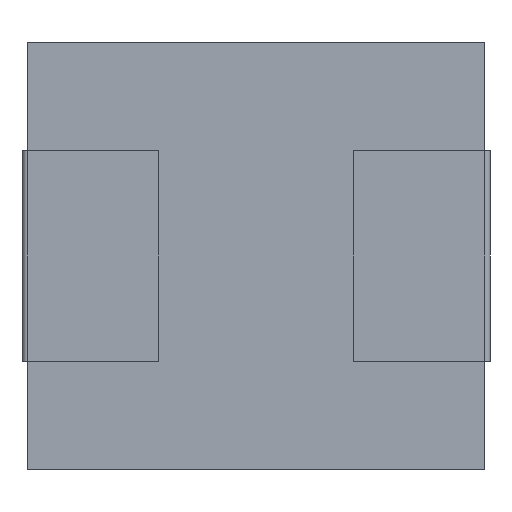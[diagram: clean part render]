
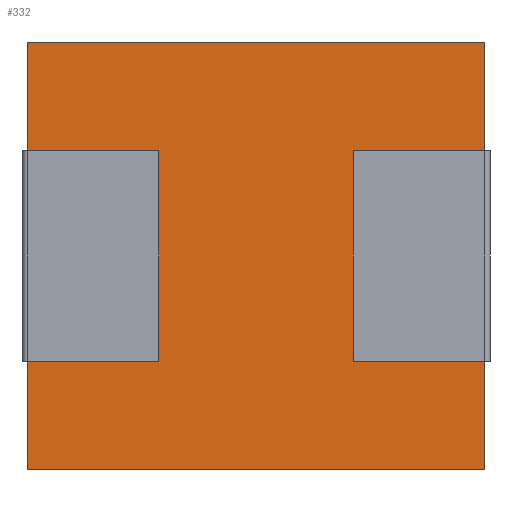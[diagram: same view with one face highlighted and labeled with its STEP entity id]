
A CAD part, front view. The second image highlights one B-rep face of the part: STEP entity #332.
In plain terms, the highlighted planar face has unit normal (0, -1, 0).
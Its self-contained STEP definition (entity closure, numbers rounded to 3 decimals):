
#50 = VERTEX_POINT ( 'NONE', #719 ) ;
#99 = ORIENTED_EDGE ( 'NONE', *, *, #118, .F. ) ;
#113 = EDGE_CURVE ( 'NONE', #298, #263, #372, .T. ) ;
#114 = CARTESIAN_POINT ( 'NONE',  ( 0., 0.05, 0. ) ) ;
#118 = EDGE_CURVE ( 'NONE', #263, #490, #632, .T. ) ;
#144 = EDGE_CURVE ( 'NONE', #490, #50, #700, .T. ) ;
#154 = VECTOR ( 'NONE', #188, 1000. ) ;
#161 = CARTESIAN_POINT ( 'NONE',  ( -2.175, 0.05, 2.03 ) ) ;
#188 = DIRECTION ( 'NONE',  ( 1., 0., 0. ) ) ;
#214 = DIRECTION ( 'NONE',  ( -1., 0., 0. ) ) ;
#263 = VERTEX_POINT ( 'NONE', #350 ) ;
#271 = VECTOR ( 'NONE', #674, 1000. ) ;
#276 = CARTESIAN_POINT ( 'NONE',  ( 2.175, 0.05, -2.03 ) ) ;
#289 = PLANE ( 'NONE',  #646 ) ;
#298 = VERTEX_POINT ( 'NONE', #575 ) ;
#322 = CARTESIAN_POINT ( 'NONE',  ( 2.175, 0.05, 2.03 ) ) ;
#332 = ADVANCED_FACE ( 'NONE', ( #619 ), #289, .F. ) ;
#350 = CARTESIAN_POINT ( 'NONE',  ( 2.175, 0.05, -2.03 ) ) ;
#351 = DIRECTION ( 'NONE',  ( -1., 0., 0. ) ) ;
#366 = ORIENTED_EDGE ( 'NONE', *, *, #113, .F. ) ;
#372 = LINE ( 'NONE', #497, #271 ) ;
#381 = LINE ( 'NONE', #322, #154 ) ;
#428 = CARTESIAN_POINT ( 'NONE',  ( -2.175, 0.05, -2.03 ) ) ;
#447 = ORIENTED_EDGE ( 'NONE', *, *, #725, .F. ) ;
#490 = VERTEX_POINT ( 'NONE', #428 ) ;
#497 = CARTESIAN_POINT ( 'NONE',  ( 2.175, 0.05, 2.03 ) ) ;
#509 = DIRECTION ( 'NONE',  ( 0., 1., 0. ) ) ;
#575 = CARTESIAN_POINT ( 'NONE',  ( 2.175, 0.05, 2.03 ) ) ;
#608 = EDGE_LOOP ( 'NONE', ( #732, #99, #366, #447 ) ) ;
#619 = FACE_OUTER_BOUND ( 'NONE', #608, .T. ) ;
#622 = DIRECTION ( 'NONE',  ( 0., 0., 1. ) ) ;
#632 = LINE ( 'NONE', #276, #683 ) ;
#646 = AXIS2_PLACEMENT_3D ( 'NONE', #114, #509, #351 ) ;
#674 = DIRECTION ( 'NONE',  ( 0., 0., -1. ) ) ;
#683 = VECTOR ( 'NONE', #214, 1000. ) ;
#700 = LINE ( 'NONE', #161, #733 ) ;
#719 = CARTESIAN_POINT ( 'NONE',  ( -2.175, 0.05, 2.03 ) ) ;
#725 = EDGE_CURVE ( 'NONE', #50, #298, #381, .T. ) ;
#732 = ORIENTED_EDGE ( 'NONE', *, *, #144, .F. ) ;
#733 = VECTOR ( 'NONE', #622, 1000. ) ;
